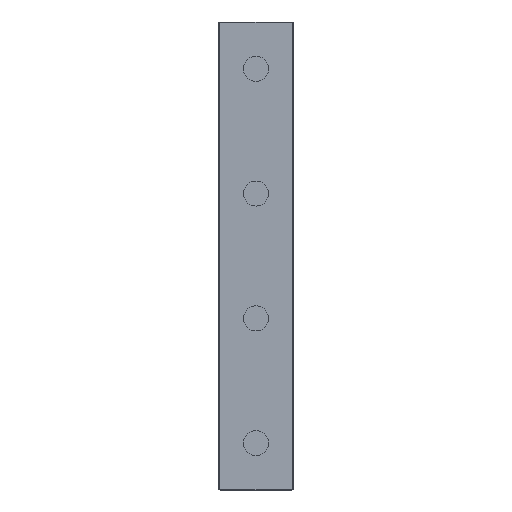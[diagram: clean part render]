
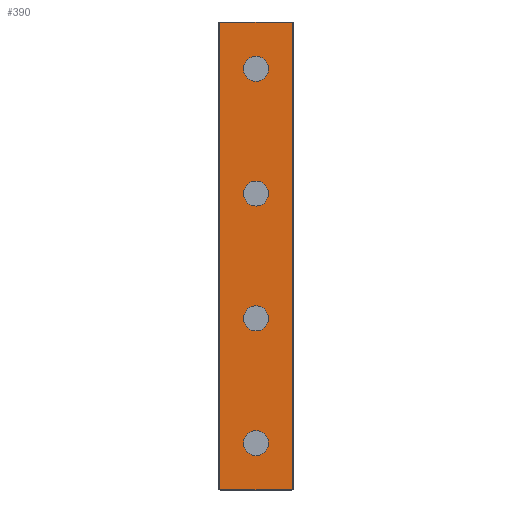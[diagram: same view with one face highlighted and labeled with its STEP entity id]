
A CAD part, top view. The second image highlights one B-rep face of the part: STEP entity #390.
In plain terms, the highlighted planar face has unit normal (0, 0, 1).
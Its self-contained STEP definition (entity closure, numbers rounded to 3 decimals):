
#390=ADVANCED_FACE('',(#799,#800,#801,#802,#803),#804,.T.);
#799=FACE_BOUND('',#1216,.T.);
#800=FACE_BOUND('',#1217,.T.);
#801=FACE_BOUND('',#1218,.T.);
#802=FACE_BOUND('',#1219,.T.);
#803=FACE_OUTER_BOUND('',#1220,.T.);
#804=PLANE('',#1221);
#1216=EDGE_LOOP('',(#2346,#2347));
#1217=EDGE_LOOP('',(#2348,#2349));
#1218=EDGE_LOOP('',(#2350,#2351));
#1219=EDGE_LOOP('',(#2352,#2353));
#1220=EDGE_LOOP('',(#2354,#2355,#2356,#2357));
#1221=AXIS2_PLACEMENT_3D('',#2358,#2359,#2360);
#2346=ORIENTED_EDGE('',*,*,#2513,.T.);
#2347=ORIENTED_EDGE('',*,*,#2859,.T.);
#2348=ORIENTED_EDGE('',*,*,#2503,.T.);
#2349=ORIENTED_EDGE('',*,*,#2865,.T.);
#2350=ORIENTED_EDGE('',*,*,#2493,.T.);
#2351=ORIENTED_EDGE('',*,*,#2871,.T.);
#2352=ORIENTED_EDGE('',*,*,#2483,.T.);
#2353=ORIENTED_EDGE('',*,*,#2877,.T.);
#2354=ORIENTED_EDGE('',*,*,#2844,.T.);
#2355=ORIENTED_EDGE('',*,*,#2911,.F.);
#2356=ORIENTED_EDGE('',*,*,#2730,.T.);
#2357=ORIENTED_EDGE('',*,*,#2909,.T.);
#2358=CARTESIAN_POINT('',(0.0,150.0,8.5));
#2359=DIRECTION('',(0.0,0.0,1.0));
#2360=DIRECTION('',(-1.0,0.0,0.0));
#2483=EDGE_CURVE('',#2968,#2965,#2969,.T.);
#2493=EDGE_CURVE('',#2986,#2983,#2987,.T.);
#2503=EDGE_CURVE('',#3004,#3001,#3005,.T.);
#2513=EDGE_CURVE('',#3022,#3019,#3023,.T.);
#2730=EDGE_CURVE('',#3348,#3346,#3349,.T.);
#2844=EDGE_CURVE('',#3529,#3527,#3530,.T.);
#2859=EDGE_CURVE('',#3019,#3022,#3556,.T.);
#2865=EDGE_CURVE('',#3001,#3004,#3562,.T.);
#2871=EDGE_CURVE('',#2983,#2986,#3568,.T.);
#2877=EDGE_CURVE('',#2965,#2968,#3574,.T.);
#2909=EDGE_CURVE('',#3346,#3529,#3606,.T.);
#2911=EDGE_CURVE('',#3348,#3527,#3608,.T.);
#2965=VERTEX_POINT('',#3668);
#2968=VERTEX_POINT('',#3672);
#2969=CIRCLE('',#3673,4.0);
#2983=VERTEX_POINT('',#3690);
#2986=VERTEX_POINT('',#3694);
#2987=CIRCLE('',#3695,4.0);
#3001=VERTEX_POINT('',#3712);
#3004=VERTEX_POINT('',#3716);
#3005=CIRCLE('',#3717,4.0);
#3019=VERTEX_POINT('',#3734);
#3022=VERTEX_POINT('',#3738);
#3023=CIRCLE('',#3739,4.0);
#3346=VERTEX_POINT('',#4192);
#3348=VERTEX_POINT('',#4195);
#3349=LINE('',#4196,#4197);
#3527=VERTEX_POINT('',#4449);
#3529=VERTEX_POINT('',#4452);
#3530=LINE('',#4453,#4454);
#3556=CIRCLE('',#4486,4.0);
#3562=CIRCLE('',#4492,4.0);
#3568=CIRCLE('',#4498,4.0);
#3574=CIRCLE('',#4504,4.0);
#3606=LINE('',#4549,#4550);
#3608=LINE('',#4552,#4553);
#3668=CARTESIAN_POINT('',(4.0,15.0,8.5));
#3672=CARTESIAN_POINT('',(-4.0,15.0,8.5));
#3673=AXIS2_PLACEMENT_3D('',#4615,#4616,#4617);
#3690=CARTESIAN_POINT('',(4.0,55.0,8.5));
#3694=CARTESIAN_POINT('',(-4.0,55.0,8.5));
#3695=AXIS2_PLACEMENT_3D('',#4631,#4632,#4633);
#3712=CARTESIAN_POINT('',(4.0,95.0,8.5));
#3716=CARTESIAN_POINT('',(-4.0,95.0,8.5));
#3717=AXIS2_PLACEMENT_3D('',#4647,#4648,#4649);
#3734=CARTESIAN_POINT('',(4.0,135.0,8.5));
#3738=CARTESIAN_POINT('',(-4.0,135.0,8.5));
#3739=AXIS2_PLACEMENT_3D('',#4663,#4664,#4665);
#4192=CARTESIAN_POINT('',(-11.6,150.0,8.5));
#4195=CARTESIAN_POINT('',(11.6,150.0,8.5));
#4196=CARTESIAN_POINT('',(11.6,150.0,8.5));
#4197=VECTOR('',#4881,1.0);
#4449=CARTESIAN_POINT('',(11.6,0.0,8.5));
#4452=CARTESIAN_POINT('',(-11.6,0.0,8.5));
#4453=CARTESIAN_POINT('',(11.6,0.0,8.5));
#4454=VECTOR('',#4999,1.0);
#4486=AXIS2_PLACEMENT_3D('',#5027,#5028,#5029);
#4492=AXIS2_PLACEMENT_3D('',#5036,#5037,#5038);
#4498=AXIS2_PLACEMENT_3D('',#5045,#5046,#5047);
#4504=AXIS2_PLACEMENT_3D('',#5054,#5055,#5056);
#4549=CARTESIAN_POINT('',(-11.6,150.0,8.5));
#4550=VECTOR('',#5076,1.0);
#4552=CARTESIAN_POINT('',(11.6,150.0,8.5));
#4553=VECTOR('',#5077,1.0);
#4615=CARTESIAN_POINT('',(0.0,15.0,8.5));
#4616=DIRECTION('',(0.0,0.0,-1.0));
#4617=DIRECTION('',(1.0,0.0,0.0));
#4631=CARTESIAN_POINT('',(0.0,55.0,8.5));
#4632=DIRECTION('',(0.0,0.0,-1.0));
#4633=DIRECTION('',(1.0,0.0,0.0));
#4647=CARTESIAN_POINT('',(0.0,95.0,8.5));
#4648=DIRECTION('',(0.0,0.0,-1.0));
#4649=DIRECTION('',(1.0,0.0,0.0));
#4663=CARTESIAN_POINT('',(0.0,135.0,8.5));
#4664=DIRECTION('',(0.0,0.0,-1.0));
#4665=DIRECTION('',(1.0,0.0,0.0));
#4881=DIRECTION('',(-1.0,0.0,0.0));
#4999=DIRECTION('',(1.0,0.0,0.0));
#5027=CARTESIAN_POINT('',(0.0,135.0,8.5));
#5028=DIRECTION('',(0.0,0.0,-1.0));
#5029=DIRECTION('',(1.0,0.0,0.0));
#5036=CARTESIAN_POINT('',(0.0,95.0,8.5));
#5037=DIRECTION('',(0.0,0.0,-1.0));
#5038=DIRECTION('',(1.0,0.0,0.0));
#5045=CARTESIAN_POINT('',(0.0,55.0,8.5));
#5046=DIRECTION('',(0.0,0.0,-1.0));
#5047=DIRECTION('',(1.0,0.0,0.0));
#5054=CARTESIAN_POINT('',(0.0,15.0,8.5));
#5055=DIRECTION('',(0.0,0.0,-1.0));
#5056=DIRECTION('',(1.0,0.0,0.0));
#5076=DIRECTION('',(0.0,-1.0,0.0));
#5077=DIRECTION('',(0.0,-1.0,0.0));
